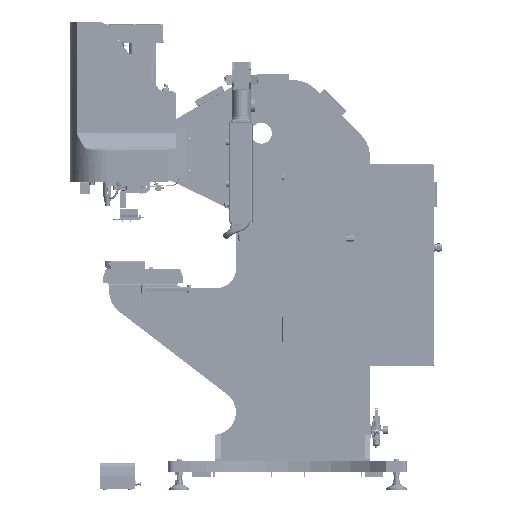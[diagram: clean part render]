
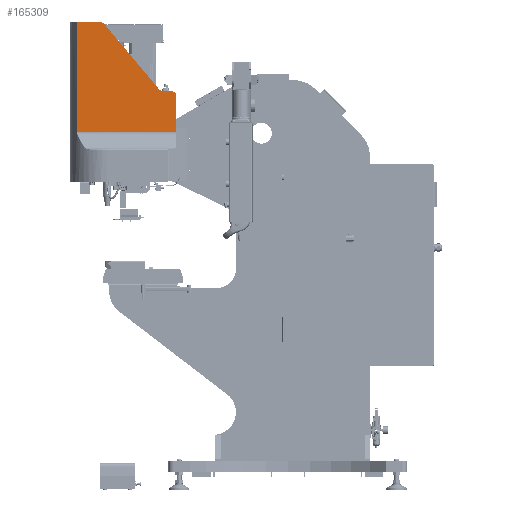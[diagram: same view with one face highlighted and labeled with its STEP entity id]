
A CAD part, top view. The second image highlights one B-rep face of the part: STEP entity #165309.
In plain terms, the highlighted planar face has unit normal (0, 0, 1).
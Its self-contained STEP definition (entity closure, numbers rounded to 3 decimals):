
#2770 = ORIENTED_EDGE ( 'NONE', *, *, #195508, .F. ) ;
#4957 = CARTESIAN_POINT ( 'NONE',  ( 321.996, 841.502, 101.6 ) ) ;
#9297 = CARTESIAN_POINT ( 'NONE',  ( 238.182, 875.975, 101.6 ) ) ;
#12254 = VERTEX_POINT ( 'NONE', #9297 ) ;
#21443 = CIRCLE ( 'NONE', #261999, 25.4 ) ;
#21537 = EDGE_CURVE ( 'NONE', #46344, #12254, #215384, .T. ) ;
#31881 = AXIS2_PLACEMENT_3D ( 'NONE', #67767, #257000, #228464 ) ;
#34529 = CARTESIAN_POINT ( 'NONE',  ( 321.996, 866.902, 101.6 ) ) ;
#34735 = EDGE_CURVE ( 'NONE', #324445, #204215, #44079, .T. ) ;
#35723 = ORIENTED_EDGE ( 'NONE', *, *, #21537, .T. ) ;
#38045 = CARTESIAN_POINT ( 'NONE',  ( 321.996, 866.902, 101.6 ) ) ;
#44079 = LINE ( 'NONE', #38045, #242392 ) ;
#45176 = DIRECTION ( 'NONE',  ( 0., 0., -1. ) ) ;
#46344 = VERTEX_POINT ( 'NONE', #310210 ) ;
#46797 = LINE ( 'NONE', #228017, #305865 ) ;
#50377 = CARTESIAN_POINT ( 'NONE',  ( 245.796, 866.902, 101.6 ) ) ;
#66265 = LINE ( 'NONE', #161891, #329653 ) ;
#67767 = CARTESIAN_POINT ( 'NONE',  ( -43.119, 1171.702, 101.6 ) ) ;
#68581 = DIRECTION ( 'NONE',  ( 0., -1., 0. ) ) ;
#68761 = DIRECTION ( 'NONE',  ( -1., 0., 0. ) ) ;
#72889 = EDGE_CURVE ( 'NONE', #204215, #120107, #189209, .T. ) ;
#77999 = DIRECTION ( 'NONE',  ( 0., -1., 0. ) ) ;
#95586 = EDGE_CURVE ( 'NONE', #394647, #143951, #161737, .T. ) ;
#98773 = DIRECTION ( 'NONE',  ( 0., 0., -1. ) ) ;
#99464 = ORIENTED_EDGE ( 'NONE', *, *, #345608, .T. ) ;
#105235 = CARTESIAN_POINT ( 'NONE',  ( 321.996, 689.102, 101.6 ) ) ;
#106877 = ORIENTED_EDGE ( 'NONE', *, *, #95586, .T. ) ;
#109362 = EDGE_CURVE ( 'NONE', #397742, #120107, #319240, .T. ) ;
#115228 = CARTESIAN_POINT ( 'NONE',  ( -43.119, 1197.102, 101.6 ) ) ;
#117832 = AXIS2_PLACEMENT_3D ( 'NONE', #169354, #45176, #387236 ) ;
#120107 = VERTEX_POINT ( 'NONE', #303852 ) ;
#120979 = VERTEX_POINT ( 'NONE', #229092 ) ;
#126234 = DIRECTION ( 'NONE',  ( 0., -1., 0. ) ) ;
#132081 = CARTESIAN_POINT ( 'NONE',  ( -152.516, 1197.102, 101.6 ) ) ;
#135357 = CARTESIAN_POINT ( 'NONE',  ( 398.196, 1197.102, 101.6 ) ) ;
#137270 = ORIENTED_EDGE ( 'NONE', *, *, #381490, .F. ) ;
#139328 = ORIENTED_EDGE ( 'NONE', *, *, #34735, .F. ) ;
#143951 = VERTEX_POINT ( 'NONE', #115228 ) ;
#157348 = VERTEX_POINT ( 'NONE', #132081 ) ;
#161737 = CIRCLE ( 'NONE', #31881, 25.4 ) ;
#161891 = CARTESIAN_POINT ( 'NONE',  ( -152.516, 1197.102, 101.6 ) ) ;
#162393 = LINE ( 'NONE', #282545, #345385 ) ;
#165309 = ADVANCED_FACE ( 'NONE', ( #255465 ), #375791, .F. ) ;
#169354 = CARTESIAN_POINT ( 'NONE',  ( 257.64, 892.302, 101.6 ) ) ;
#175924 = EDGE_CURVE ( 'NONE', #143951, #157348, #162393, .T. ) ;
#189209 = LINE ( 'NONE', #34529, #304380 ) ;
#192313 = ORIENTED_EDGE ( 'NONE', *, *, #109362, .T. ) ;
#195508 = EDGE_CURVE ( 'NONE', #394647, #12254, #46797, .T. ) ;
#202029 = ORIENTED_EDGE ( 'NONE', *, *, #175924, .T. ) ;
#204215 = VERTEX_POINT ( 'NONE', #105235 ) ;
#210376 = ORIENTED_EDGE ( 'NONE', *, *, #301795, .T. ) ;
#215384 = CIRCLE ( 'NONE', #117832, 25.4 ) ;
#220937 = DIRECTION ( 'NONE',  ( 0., -1., 0. ) ) ;
#227650 = VECTOR ( 'NONE', #325276, 1000. ) ;
#228017 = CARTESIAN_POINT ( 'NONE',  ( -31.275, 1197.102, 101.6 ) ) ;
#228464 = DIRECTION ( 'NONE',  ( 0., -1., 0. ) ) ;
#229092 = CARTESIAN_POINT ( 'NONE',  ( 296.596, 866.902, 101.6 ) ) ;
#242392 = VECTOR ( 'NONE', #68581, 1000. ) ;
#255465 = FACE_OUTER_BOUND ( 'NONE', #303726, .T. ) ;
#255485 = DIRECTION ( 'NONE',  ( 0., -1., 0. ) ) ;
#257000 = DIRECTION ( 'NONE',  ( 0., 0., 1. ) ) ;
#260162 = LINE ( 'NONE', #50377, #227650 ) ;
#261999 = AXIS2_PLACEMENT_3D ( 'NONE', #314827, #385487, #77999 ) ;
#282545 = CARTESIAN_POINT ( 'NONE',  ( 398.196, 1197.102, 101.6 ) ) ;
#289065 = DIRECTION ( 'NONE',  ( 0.643, -0.766, 0. ) ) ;
#292699 = DIRECTION ( 'NONE',  ( 1., 0., 0. ) ) ;
#301795 = EDGE_CURVE ( 'NONE', #157348, #397742, #66265, .T. ) ;
#303726 = EDGE_LOOP ( 'NONE', ( #2770, #106877, #202029, #210376, #192313, #357728, #139328, #99464, #137270, #35723 ) ) ;
#303852 = CARTESIAN_POINT ( 'NONE',  ( 321.996, 670.508, 101.6 ) ) ;
#304380 = VECTOR ( 'NONE', #126234, 1000. ) ;
#305865 = VECTOR ( 'NONE', #289065, 1000. ) ;
#310210 = CARTESIAN_POINT ( 'NONE',  ( 257.64, 866.902, 101.6 ) ) ;
#314827 = CARTESIAN_POINT ( 'NONE',  ( 296.596, 841.502, 101.6 ) ) ;
#319240 = LINE ( 'NONE', #382442, #342511 ) ;
#324445 = VERTEX_POINT ( 'NONE', #4957 ) ;
#325276 = DIRECTION ( 'NONE',  ( 1., 0., 0. ) ) ;
#327192 = CARTESIAN_POINT ( 'NONE',  ( -23.662, 1188.029, 101.6 ) ) ;
#329653 = VECTOR ( 'NONE', #255485, 1000. ) ;
#341106 = AXIS2_PLACEMENT_3D ( 'NONE', #135357, #98773, #220937 ) ;
#342511 = VECTOR ( 'NONE', #292699, 1000. ) ;
#345385 = VECTOR ( 'NONE', #68761, 1000. ) ;
#345608 = EDGE_CURVE ( 'NONE', #324445, #120979, #21443, .T. ) ;
#357728 = ORIENTED_EDGE ( 'NONE', *, *, #72889, .F. ) ;
#375791 = PLANE ( 'NONE',  #341106 ) ;
#381490 = EDGE_CURVE ( 'NONE', #46344, #120979, #260162, .T. ) ;
#382442 = CARTESIAN_POINT ( 'NONE',  ( 321.996, 670.508, 101.6 ) ) ;
#385487 = DIRECTION ( 'NONE',  ( 0., 0., 1. ) ) ;
#387236 = DIRECTION ( 'NONE',  ( 0., -1., 0. ) ) ;
#388001 = CARTESIAN_POINT ( 'NONE',  ( -152.516, 670.508, 101.6 ) ) ;
#394647 = VERTEX_POINT ( 'NONE', #327192 ) ;
#397742 = VERTEX_POINT ( 'NONE', #388001 ) ;
